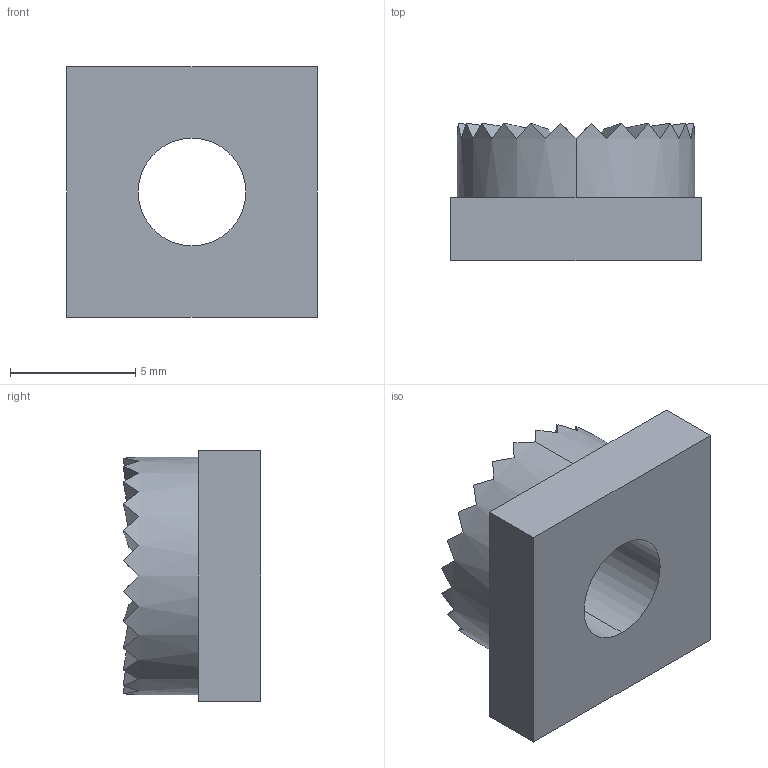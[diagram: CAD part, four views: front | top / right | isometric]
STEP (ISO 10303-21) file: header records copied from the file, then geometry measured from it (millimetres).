
FILE_DESCRIPTION (( 'STEP AP214' ), '1' );
FILE_NAME ('7811050', '2019-01-30T09:41:59', ( '' ), ('JUGARD+KÜNSTNER GmbH'), 'SwSTEP 2.0', 'SolidWorks 2017', '' );
FILE_SCHEMA (( 'AUTOMOTIVE_DESIGN' ));
Length unit declared in the file: millimetre
Products named in the file (1): 7811050
Bounding box: 10 x 5.5 x 10 mm (x, y, z)
Volume: 353.4 mm3; surface area: 440.3 mm2
Topology: 1 solids, 1 shells, 61 faces, 170 edges, 112 vertices
Faces by surface type: plane 55, cylinder 6
Entity records: 1958 total; most frequent: CARTESIAN_POINT 632, ORIENTED_EDGE 340, DIRECTION 206, EDGE_CURVE 170, VERTEX_POINT 112, AXIS2_PLACEMENT_3D 70, VECTOR 66, LINE 66
